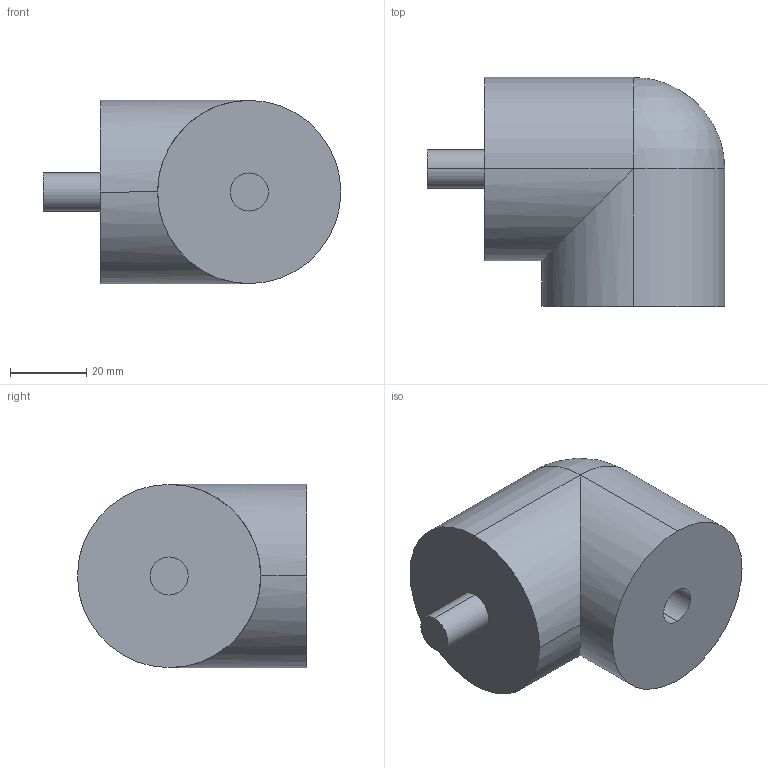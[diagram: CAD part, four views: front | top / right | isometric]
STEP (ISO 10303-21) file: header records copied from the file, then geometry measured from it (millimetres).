
FILE_DESCRIPTION (( 'STEP AP203' ), '1' );
FILE_NAME ('Link4_Default_sldprt.STEP', '2023-10-04T11:01:42', ( '' ), ( '' ), 'SwSTEP 2.0', 'SolidWorks 2023', '' );
FILE_SCHEMA (( 'CONFIG_CONTROL_DESIGN' ));
Length unit declared in the file: millimetre
Products named in the file (1): Link4_Default_sldprt
Bounding box: 78 x 60 x 48 mm (x, y, z)
Volume: 131761.3 mm3; surface area: 15376.9 mm2
Topology: 1 solids, 1 shells, 18 faces, 37 edges, 21 vertices
Faces by surface type: cylinder 12, plane 4, sphere 2
Entity records: 541 total; most frequent: DIRECTION 92, CARTESIAN_POINT 81, ORIENTED_EDGE 70, AXIS2_PLACEMENT_3D 40, EDGE_CURVE 35, VERTEX_POINT 21, CIRCLE 21, EDGE_LOOP 20
